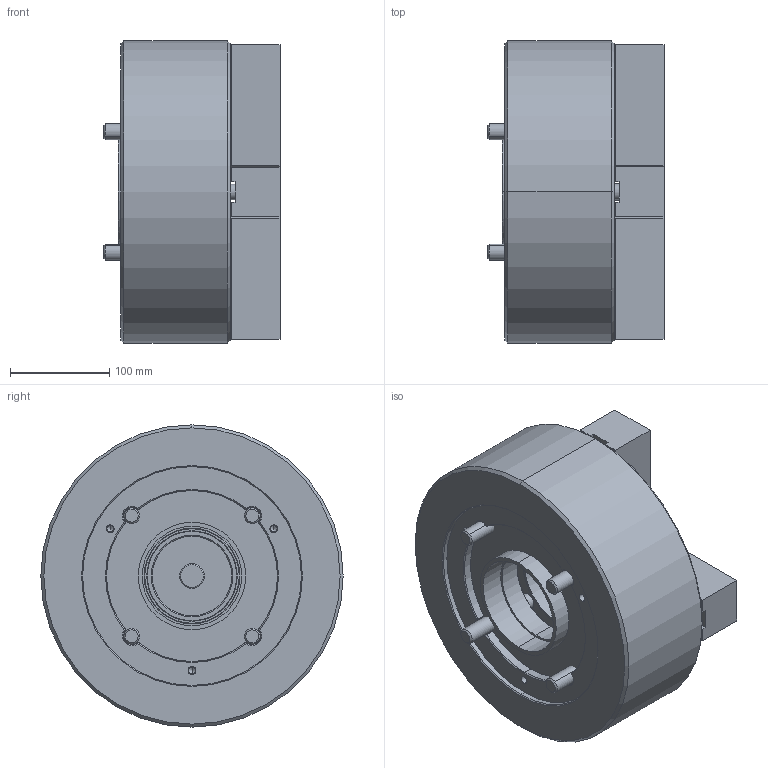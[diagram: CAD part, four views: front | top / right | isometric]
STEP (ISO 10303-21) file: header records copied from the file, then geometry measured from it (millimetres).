
FILE_DESCRIPTION (( 'STEP AP203' ), '1' );
FILE_NAME ('CF-4H-12.STEP', '2019-12-25T08:31:16', ( 'temp' ), ( '' ), 'SwSTEP 2.0', 'SolidWorks 2016', '' );
FILE_SCHEMA (( 'CONFIG_CONTROL_DESIGN' ));
Length unit declared in the file: metre
Products named in the file (9): CF-4H-12; CF-4H-12-01000; CF-4H-12-02000; 半圓頭六角孔螺栓_M6x10; CF-4H-12-08000; SJ-12H; CF-4H-12-05000; 圓頭內六角螺栓_M16x40; 圓頭內六角螺栓_M16x110
Assembly tree (24 placements, depth 2):
  CF-4H-12
    CF-4H-12-01000
    CF-4H-12-02000
    CF-4H-12-08000
    CF-4H-12-05000
    半圓頭六角孔螺栓_M6x10  x4
    SJ-12H  x4
    圓頭內六角螺栓_M16x40  x8
    圓頭內六角螺栓_M16x110  x4
Bounding box: 177 x 304 x 304 mm (x, y, z)
Volume: 7694885.7 mm3; surface area: 659291.7 mm2
Topology: 24 solids, 24 shells, 2875 faces, 8097 edges, 5316 vertices
Faces by surface type: plane 1974, cylinder 736, cone 148, torus 17
Entity records: 28279 total; most frequent: CARTESIAN_POINT 5735, ORIENTED_EDGE 4658, DIRECTION 4130, EDGE_CURVE 2329, VECTOR 1658, LINE 1658, VERTEX_POINT 1529, AXIS2_PLACEMENT_3D 1236
